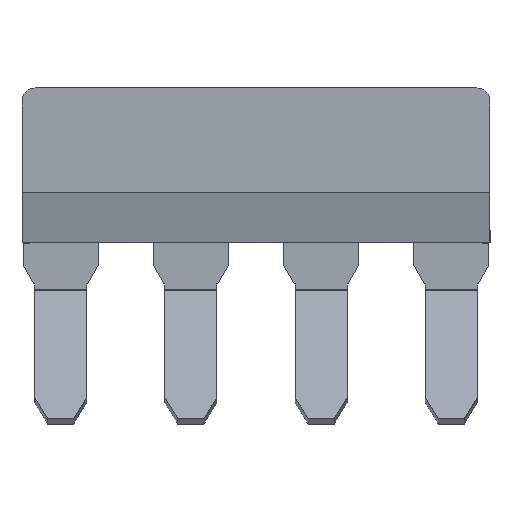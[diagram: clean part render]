
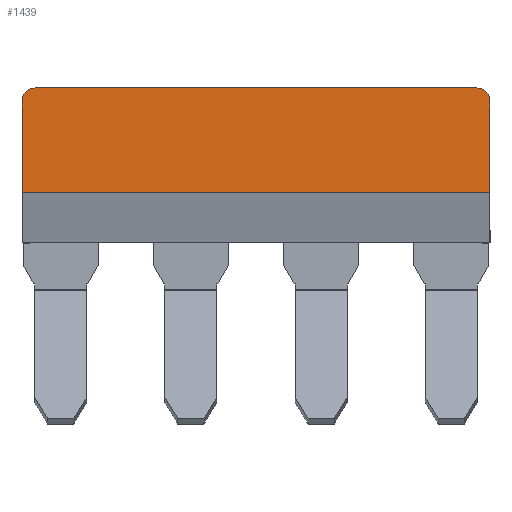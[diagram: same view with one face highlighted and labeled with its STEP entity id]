
A CAD part, top view. The second image highlights one B-rep face of the part: STEP entity #1439.
In plain terms, the highlighted planar face has unit normal (0, 0, 1).
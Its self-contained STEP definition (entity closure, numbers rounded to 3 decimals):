
#188 = CARTESIAN_POINT ( 'NONE',  ( -24.532, 16.763, 1.49 ) ) ;
#216 = LINE ( 'NONE', #2350, #2365 ) ;
#234 = AXIS2_PLACEMENT_3D ( 'NONE', #1209, #1066, #1201 ) ;
#270 = EDGE_LOOP ( 'NONE', ( #609, #3642, #3159, #1110, #786, #2295 ) ) ;
#352 = CARTESIAN_POINT ( 'NONE',  ( 11.418, 16.763, 1.49 ) ) ;
#484 = VECTOR ( 'NONE', #2825, 1000. ) ;
#504 = CARTESIAN_POINT ( 'NONE',  ( 10.418, 16.763, 1.49 ) ) ;
#525 = VERTEX_POINT ( 'NONE', #188 ) ;
#609 = ORIENTED_EDGE ( 'NONE', *, *, #1254, .F. ) ;
#648 = CARTESIAN_POINT ( 'NONE',  ( -24.532, 9.748, 1.49 ) ) ;
#786 = ORIENTED_EDGE ( 'NONE', *, *, #1032, .F. ) ;
#817 = VERTEX_POINT ( 'NONE', #2039 ) ;
#1032 = EDGE_CURVE ( 'NONE', #1721, #3449, #2479, .T. ) ;
#1043 = VERTEX_POINT ( 'NONE', #3456 ) ;
#1066 = DIRECTION ( 'NONE',  ( 0., 0., 1. ) ) ;
#1110 = ORIENTED_EDGE ( 'NONE', *, *, #1318, .T. ) ;
#1173 = LINE ( 'NONE', #2505, #3826 ) ;
#1201 = DIRECTION ( 'NONE',  ( 0., -1., 0. ) ) ;
#1209 = CARTESIAN_POINT ( 'NONE',  ( -24.532, 16.763, 1.49 ) ) ;
#1254 = EDGE_CURVE ( 'NONE', #525, #1336, #1756, .T. ) ;
#1290 = EDGE_CURVE ( 'NONE', #817, #1043, #3136, .T. ) ;
#1298 = PLANE ( 'NONE',  #234 ) ;
#1301 = DIRECTION ( 'NONE',  ( 0., 0., -1. ) ) ;
#1318 = EDGE_CURVE ( 'NONE', #1043, #3449, #1173, .T. ) ;
#1336 = VERTEX_POINT ( 'NONE', #2439 ) ;
#1346 = EDGE_CURVE ( 'NONE', #1721, #1336, #216, .T. ) ;
#1352 = EDGE_CURVE ( 'NONE', #525, #817, #3833, .T. ) ;
#1384 = VECTOR ( 'NONE', #1385, 1000. ) ;
#1385 = DIRECTION ( 'NONE',  ( 0., -1., 0. ) ) ;
#1439 = ADVANCED_FACE ( 'NONE', ( #2313 ), #1298, .T. ) ;
#1721 = VERTEX_POINT ( 'NONE', #3393 ) ;
#1756 = CIRCLE ( 'NONE', #2517, 1. ) ;
#2039 = CARTESIAN_POINT ( 'NONE',  ( -24.532, 9.748, 1.49 ) ) ;
#2295 = ORIENTED_EDGE ( 'NONE', *, *, #1346, .T. ) ;
#2313 = FACE_OUTER_BOUND ( 'NONE', #270, .T. ) ;
#2344 = DIRECTION ( 'NONE',  ( -1., 0., 0. ) ) ;
#2350 = CARTESIAN_POINT ( 'NONE',  ( -24.532, 17.763, 1.49 ) ) ;
#2365 = VECTOR ( 'NONE', #2344, 1000. ) ;
#2370 = CARTESIAN_POINT ( 'NONE',  ( -24.532, 16.763, 1.49 ) ) ;
#2439 = CARTESIAN_POINT ( 'NONE',  ( -23.532, 17.763, 1.49 ) ) ;
#2479 = CIRCLE ( 'NONE', #3342, 1. ) ;
#2501 = DIRECTION ( 'NONE',  ( 0., 1., 0. ) ) ;
#2505 = CARTESIAN_POINT ( 'NONE',  ( 11.418, 16.763, 1.49 ) ) ;
#2517 = AXIS2_PLACEMENT_3D ( 'NONE', #2950, #1301, #2942 ) ;
#2825 = DIRECTION ( 'NONE',  ( 1., 0., 0. ) ) ;
#2942 = DIRECTION ( 'NONE',  ( 0., -1., 0. ) ) ;
#2950 = CARTESIAN_POINT ( 'NONE',  ( -23.532, 16.763, 1.49 ) ) ;
#3136 = LINE ( 'NONE', #648, #484 ) ;
#3159 = ORIENTED_EDGE ( 'NONE', *, *, #1290, .T. ) ;
#3342 = AXIS2_PLACEMENT_3D ( 'NONE', #504, #3432, #3409 ) ;
#3393 = CARTESIAN_POINT ( 'NONE',  ( 10.418, 17.763, 1.49 ) ) ;
#3409 = DIRECTION ( 'NONE',  ( 0., 1., 0. ) ) ;
#3432 = DIRECTION ( 'NONE',  ( 0., 0., -1. ) ) ;
#3449 = VERTEX_POINT ( 'NONE', #352 ) ;
#3456 = CARTESIAN_POINT ( 'NONE',  ( 11.418, 9.748, 1.49 ) ) ;
#3642 = ORIENTED_EDGE ( 'NONE', *, *, #1352, .T. ) ;
#3826 = VECTOR ( 'NONE', #2501, 1000. ) ;
#3833 = LINE ( 'NONE', #2370, #1384 ) ;
